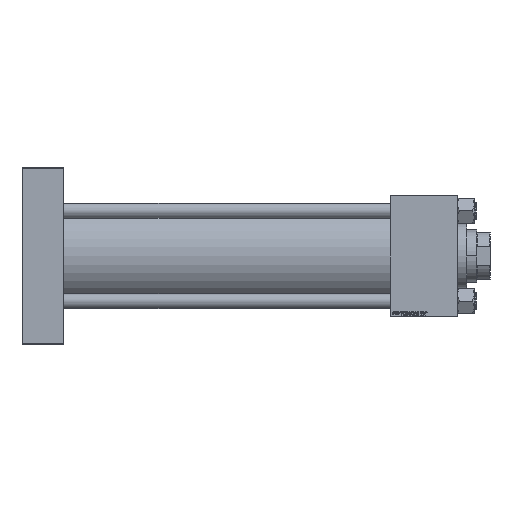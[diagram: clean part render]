
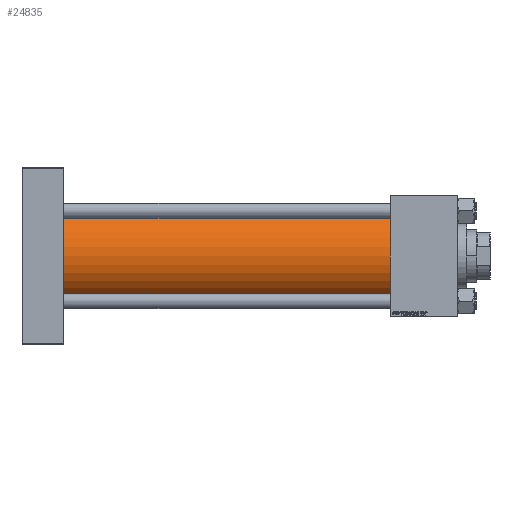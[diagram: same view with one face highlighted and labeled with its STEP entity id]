
A CAD part, front view. The second image highlights one B-rep face of the part: STEP entity #24835.
In plain terms, the highlighted cylindrical face has radius 53 mm (diameter 106 mm), a partial arc.
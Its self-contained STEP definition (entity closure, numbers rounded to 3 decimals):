
#517 = CARTESIAN_POINT ( 'NONE',  ( 396., 0., 53. ) ) ;
#3548 = AXIS2_PLACEMENT_3D ( 'NONE', #5074, #42158, #34137 ) ;
#5074 = CARTESIAN_POINT ( 'NONE',  ( 396., 0., 0. ) ) ;
#6900 = VERTEX_POINT ( 'NONE', #26558 ) ;
#7357 = CARTESIAN_POINT ( 'NONE',  ( 396., 0., -53. ) ) ;
#7856 = DIRECTION ( 'NONE',  ( 0., 0., 1. ) ) ;
#8125 = CARTESIAN_POINT ( 'NONE',  ( 45., 0., 0. ) ) ;
#9225 = AXIS2_PLACEMENT_3D ( 'NONE', #8125, #19849, #7856 ) ;
#10072 = FACE_OUTER_BOUND ( 'NONE', #47309, .T. ) ;
#10225 = ORIENTED_EDGE ( 'NONE', *, *, #25789, .T. ) ;
#10327 = DIRECTION ( 'NONE',  ( 0., 0., 1. ) ) ;
#13109 = VECTOR ( 'NONE', #16782, 1000. ) ;
#14073 = CYLINDRICAL_SURFACE ( 'NONE', #25375, 53. ) ;
#14595 = CARTESIAN_POINT ( 'NONE',  ( 45., 0., 53. ) ) ;
#16782 = DIRECTION ( 'NONE',  ( -1., 0., 0. ) ) ;
#17228 = ORIENTED_EDGE ( 'NONE', *, *, #41302, .F. ) ;
#19849 = DIRECTION ( 'NONE',  ( 1., 0., 0. ) ) ;
#21298 = VERTEX_POINT ( 'NONE', #40171 ) ;
#24835 = ADVANCED_FACE ( 'NONE', ( #10072 ), #14073, .T. ) ;
#25375 = AXIS2_PLACEMENT_3D ( 'NONE', #34060, #46873, #10327 ) ;
#25789 = EDGE_CURVE ( 'NONE', #36920, #6900, #52665, .T. ) ;
#26526 = CIRCLE ( 'NONE', #3548, 53. ) ;
#26558 = CARTESIAN_POINT ( 'NONE',  ( 45., 0., -53. ) ) ;
#26817 = VERTEX_POINT ( 'NONE', #7357 ) ;
#29304 = LINE ( 'NONE', #517, #13109 ) ;
#30778 = ORIENTED_EDGE ( 'NONE', *, *, #41959, .T. ) ;
#34060 = CARTESIAN_POINT ( 'NONE',  ( 396., 0., 0. ) ) ;
#34137 = DIRECTION ( 'NONE',  ( 0., 0., -1. ) ) ;
#36579 = EDGE_CURVE ( 'NONE', #21298, #26817, #26526, .T. ) ;
#36920 = VERTEX_POINT ( 'NONE', #14595 ) ;
#36980 = LINE ( 'NONE', #40467, #48910 ) ;
#40171 = CARTESIAN_POINT ( 'NONE',  ( 396., 0., 53. ) ) ;
#40467 = CARTESIAN_POINT ( 'NONE',  ( 396., 0., -53. ) ) ;
#41006 = ORIENTED_EDGE ( 'NONE', *, *, #36579, .F. ) ;
#41302 = EDGE_CURVE ( 'NONE', #26817, #6900, #36980, .T. ) ;
#41959 = EDGE_CURVE ( 'NONE', #21298, #36920, #29304, .T. ) ;
#42158 = DIRECTION ( 'NONE',  ( 1., 0., 0. ) ) ;
#44731 = DIRECTION ( 'NONE',  ( -1., 0., 0. ) ) ;
#46873 = DIRECTION ( 'NONE',  ( -1., 0., 0. ) ) ;
#47309 = EDGE_LOOP ( 'NONE', ( #17228, #41006, #30778, #10225 ) ) ;
#48910 = VECTOR ( 'NONE', #44731, 1000. ) ;
#52665 = CIRCLE ( 'NONE', #9225, 53. ) ;
